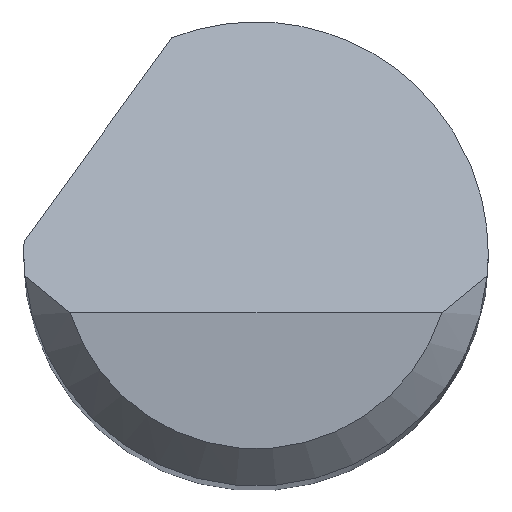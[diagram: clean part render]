
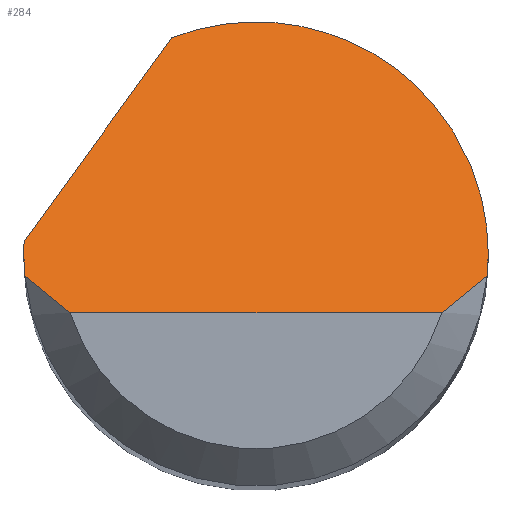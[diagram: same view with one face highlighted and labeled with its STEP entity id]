
A CAD part, top view. The second image highlights one B-rep face of the part: STEP entity #284.
In plain terms, the highlighted planar face has unit normal (0, 0.707, 0.707).
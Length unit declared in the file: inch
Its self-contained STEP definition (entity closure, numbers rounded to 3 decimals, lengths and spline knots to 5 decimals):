
#9 = CARTESIAN_POINT ( 'NONE',  ( 0.09334, -0.00875, 1.485 ) ) ;
#36 = ORIENTED_EDGE ( 'NONE', *, *, #246, .F. ) ;
#37 = CARTESIAN_POINT ( 'NONE',  ( 0.09375, -0.00292, 1.47917 ) ) ;
#43 = EDGE_CURVE ( 'NONE', #198, #367, #601, .T. ) ;
#47 = DIRECTION ( 'NONE',  ( 0., -0.707, -0.707 ) ) ;
#48 = CARTESIAN_POINT ( 'NONE',  ( -0.09362, 0.005, 1.47125 ) ) ;
#50 = CARTESIAN_POINT ( 'NONE',  ( 0.09375, 0., 1.47625 ) ) ;
#62 = EDGE_CURVE ( 'NONE', #237, #480, #704, .T. ) ;
#71 = ORIENTED_EDGE ( 'NONE', *, *, #219, .F. ) ;
#72 = CARTESIAN_POINT ( 'NONE',  ( 0.07508, -0.02375, 1.5 ) ) ;
#98 = B_SPLINE_CURVE_WITH_KNOTS ( 'NONE', 3,
 ( #332, #702, #755, #213 ),
 .UNSPECIFIED., .F., .F.,
 ( 4, 4 ),
 ( 0., 0.00071 ),
 .UNSPECIFIED. ) ;
#105 = VECTOR ( 'NONE', #418, 39.37008 ) ;
#119 = CARTESIAN_POINT ( 'NONE',  ( -0.09375, 0., 1.47625 ) ) ;
#157 = CARTESIAN_POINT ( 'NONE',  ( 0.09375, 0., 1.47625 ) ) ;
#163 = FACE_OUTER_BOUND ( 'NONE', #258, .T. ) ;
#172 = EDGE_CURVE ( 'NONE', #480, #438, #98, .T. ) ;
#175 = CARTESIAN_POINT ( 'NONE',  ( -0.07508, -0.02375, 1.5 ) ) ;
#198 = VERTEX_POINT ( 'NONE', #641 ) ;
#213 = CARTESIAN_POINT ( 'NONE',  ( 0.09334, -0.00875, 1.485 ) ) ;
#219 = EDGE_CURVE ( 'NONE', #367, #735, #765, .T. ) ;
#226 = DIRECTION ( 'NONE',  ( 0.456, 0.629, -0.629 ) ) ;
#227 = CARTESIAN_POINT ( 'NONE',  ( 0.09375, 0.07266, 1.40359 ) ) ;
#232 = AXIS2_PLACEMENT_3D ( 'NONE', #766, #47, #517 ) ;
#233 = CARTESIAN_POINT ( 'NONE',  ( -0.09334, -0.00875, 1.485 ) ) ;
#237 = VERTEX_POINT ( 'NONE', #689 ) ;
#241 = CARTESIAN_POINT ( 'NONE',  ( 0., -0.02375, 1.5 ) ) ;
#246 = EDGE_CURVE ( 'NONE', #735, #438, #512, .T. ) ;
#258 = EDGE_LOOP ( 'NONE', ( #614, #334, #36, #71, #617, #411, #488, #329 ) ) ;
#279 = CARTESIAN_POINT ( 'NONE',  ( 0.09361, -0.00584, 1.48209 ) ) ;
#284 = ADVANCED_FACE ( 'NONE', ( #163 ), #463, .F. ) ;
#292 =( BOUNDED_CURVE ( )  B_SPLINE_CURVE ( 3, ( #527, #466, #352, #589 ),
 .UNSPECIFIED., .F., .F. ) 
 B_SPLINE_CURVE_WITH_KNOTS ( ( 4, 4 ),
 ( 4.61892, 4.71239 ),
 .UNSPECIFIED. ) 
 CURVE ( )  GEOMETRIC_REPRESENTATION_ITEM ( )  RATIONAL_B_SPLINE_CURVE ( ( 1., 0.999, 0.999, 1. ) ) 
 REPRESENTATION_ITEM ( '' )  );
#329 = ORIENTED_EDGE ( 'NONE', *, *, #719, .T. ) ;
#332 = CARTESIAN_POINT ( 'NONE',  ( 0.07508, -0.02375, 1.5 ) ) ;
#334 = ORIENTED_EDGE ( 'NONE', *, *, #172, .T. ) ;
#349 = CARTESIAN_POINT ( 'NONE',  ( -0.08157, -0.019, 1.49525 ) ) ;
#352 = CARTESIAN_POINT ( 'NONE',  ( -0.09375, -0.00292, 1.47917 ) ) ;
#367 = VERTEX_POINT ( 'NONE', #773 ) ;
#388 = CARTESIAN_POINT ( 'NONE',  ( 0.09334, -0.00875, 1.485 ) ) ;
#411 = ORIENTED_EDGE ( 'NONE', *, *, #639, .F. ) ;
#418 = DIRECTION ( 'NONE',  ( 1., 0., 0. ) ) ;
#438 = VERTEX_POINT ( 'NONE', #9 ) ;
#451 = CARTESIAN_POINT ( 'NONE',  ( 0.03379, 0.11369, 1.36256 ) ) ;
#456 = VECTOR ( 'NONE', #226, 39.37008 ) ;
#463 = PLANE ( 'NONE',  #232 ) ;
#466 = CARTESIAN_POINT ( 'NONE',  ( -0.09361, -0.00584, 1.48209 ) ) ;
#480 = VERTEX_POINT ( 'NONE', #72 ) ;
#483 = CARTESIAN_POINT ( 'NONE',  ( -0.11014, -0.01781, 1.49406 ) ) ;
#486 = CARTESIAN_POINT ( 'NONE',  ( -0.09375, 0., 1.47625 ) ) ;
#488 = ORIENTED_EDGE ( 'NONE', *, *, #701, .F. ) ;
#497 = VERTEX_POINT ( 'NONE', #486 ) ;
#512 =( BOUNDED_CURVE ( )  B_SPLINE_CURVE ( 3, ( #157, #37, #279, #388 ),
 .UNSPECIFIED., .F., .F. ) 
 B_SPLINE_CURVE_WITH_KNOTS ( ( 4, 4 ),
 ( 1.5708, 1.66427 ),
 .UNSPECIFIED. ) 
 CURVE ( )  GEOMETRIC_REPRESENTATION_ITEM ( )  RATIONAL_B_SPLINE_CURVE ( ( 1., 0.999, 0.999, 1. ) ) 
 REPRESENTATION_ITEM ( '' )  );
#517 = DIRECTION ( 'NONE',  ( 0., 0.707, -0.707 ) ) ;
#527 = CARTESIAN_POINT ( 'NONE',  ( -0.09334, -0.00875, 1.485 ) ) ;
#569 = CARTESIAN_POINT ( 'NONE',  ( -0.03394, 0.08739, 1.38886 ) ) ;
#589 = CARTESIAN_POINT ( 'NONE',  ( -0.09375, 0., 1.47625 ) ) ;
#601 = LINE ( 'NONE', #483, #456 ) ;
#606 = CARTESIAN_POINT ( 'NONE',  ( -0.09334, -0.00875, 1.485 ) ) ;
#614 = ORIENTED_EDGE ( 'NONE', *, *, #62, .T. ) ;
#617 = ORIENTED_EDGE ( 'NONE', *, *, #43, .F. ) ;
#627 =( BOUNDED_CURVE ( )  B_SPLINE_CURVE ( 3, ( #119, #707, #637, #48 ),
 .UNSPECIFIED., .F., .T. ) 
 B_SPLINE_CURVE_WITH_KNOTS ( ( 4, 4 ),
 ( 4.71239, 4.76575 ),
 .UNSPECIFIED. ) 
 CURVE ( )  GEOMETRIC_REPRESENTATION_ITEM ( )  RATIONAL_B_SPLINE_CURVE ( ( 1., 1., 1., 1. ) ) 
 REPRESENTATION_ITEM ( '' )  );
#634 = B_SPLINE_CURVE_WITH_KNOTS ( 'NONE', 3,
 ( #233, #713, #349, #175 ),
 .UNSPECIFIED., .F., .F.,
 ( 4, 4 ),
 ( 0., 0.00071 ),
 .UNSPECIFIED. ) ;
#637 = CARTESIAN_POINT ( 'NONE',  ( -0.09371, 0.00333, 1.47292 ) ) ;
#639 = EDGE_CURVE ( 'NONE', #497, #198, #627, .T. ) ;
#641 = CARTESIAN_POINT ( 'NONE',  ( -0.09362, 0.005, 1.47125 ) ) ;
#689 = CARTESIAN_POINT ( 'NONE',  ( -0.07508, -0.02375, 1.5 ) ) ;
#701 = EDGE_CURVE ( 'NONE', #749, #497, #292, .T. ) ;
#702 = CARTESIAN_POINT ( 'NONE',  ( 0.08157, -0.019, 1.49525 ) ) ;
#704 = LINE ( 'NONE', #241, #105 ) ;
#707 = CARTESIAN_POINT ( 'NONE',  ( -0.09375, 0.00167, 1.47458 ) ) ;
#713 = CARTESIAN_POINT ( 'NONE',  ( -0.08761, -0.01397, 1.49022 ) ) ;
#718 = CARTESIAN_POINT ( 'NONE',  ( 0.09375, 0., 1.47625 ) ) ;
#719 = EDGE_CURVE ( 'NONE', #749, #237, #634, .T. ) ;
#735 = VERTEX_POINT ( 'NONE', #718 ) ;
#749 = VERTEX_POINT ( 'NONE', #606 ) ;
#755 = CARTESIAN_POINT ( 'NONE',  ( 0.08761, -0.01397, 1.49022 ) ) ;
#765 =( BOUNDED_CURVE ( )  B_SPLINE_CURVE ( 3, ( #569, #451, #227, #50 ),
 .UNSPECIFIED., .F., .F. ) 
 B_SPLINE_CURVE_WITH_KNOTS ( ( 4, 4 ),
 ( 5.91277, 7.85398 ),
 .UNSPECIFIED. ) 
 CURVE ( )  GEOMETRIC_REPRESENTATION_ITEM ( )  RATIONAL_B_SPLINE_CURVE ( ( 1., 0.71, 0.71, 1. ) ) 
 REPRESENTATION_ITEM ( '' )  );
#766 = CARTESIAN_POINT ( 'NONE',  ( -0.09375, -0.02375, 1.5 ) ) ;
#773 = CARTESIAN_POINT ( 'NONE',  ( -0.03394, 0.08739, 1.38886 ) ) ;
